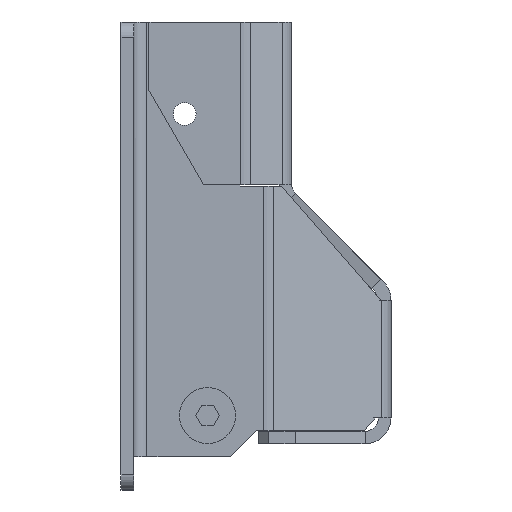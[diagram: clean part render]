
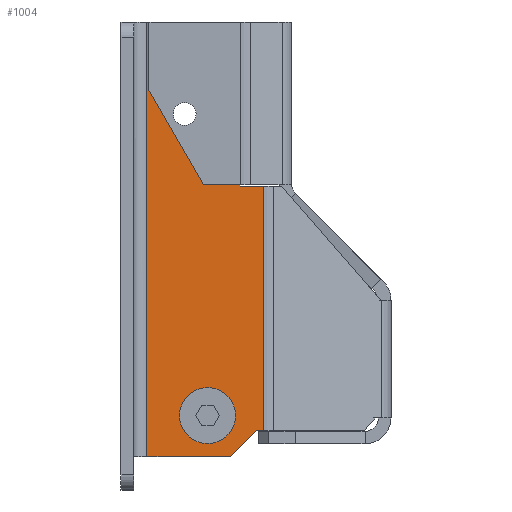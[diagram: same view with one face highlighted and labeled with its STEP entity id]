
A CAD part, left-side view. The second image highlights one B-rep face of the part: STEP entity #1004.
In plain terms, the highlighted planar face has unit normal (-1, 0, 0).
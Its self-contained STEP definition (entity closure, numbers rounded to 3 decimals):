
#409=LINE('',#5023,#675);
#412=LINE('',#5038,#678);
#415=LINE('',#5044,#681);
#416=LINE('',#5054,#682);
#425=LINE('',#5072,#691);
#427=LINE('',#5076,#693);
#428=LINE('',#5077,#694);
#429=LINE('',#5079,#695);
#430=LINE('',#5081,#696);
#675=VECTOR('',#4098,1.);
#678=VECTOR('',#4105,1.);
#681=VECTOR('',#4110,1.);
#682=VECTOR('',#4123,1.);
#691=VECTOR('',#4136,1.);
#693=VECTOR('',#4140,1.);
#694=VECTOR('',#4141,1.);
#695=VECTOR('',#4142,1.);
#696=VECTOR('',#4143,1.);
#846=PLANE('',#3368);
#1004=ADVANCED_FACE('',(#1228,#1229,#1230),#846,.F.);
#1228=FACE_BOUND('',#1447,.T.);
#1229=FACE_BOUND('',#1448,.T.);
#1230=FACE_BOUND('',#1449,.T.);
#1447=EDGE_LOOP('',(#2124));
#1448=EDGE_LOOP('',(#2125));
#1449=EDGE_LOOP('',(#2126,#2127,#2128,#2129,#2130,#2131,#2132,#2133,#2134));
#2124=ORIENTED_EDGE('',*,*,#2922,.T.);
#2125=ORIENTED_EDGE('',*,*,#2921,.T.);
#2126=ORIENTED_EDGE('',*,*,#2932,.F.);
#2127=ORIENTED_EDGE('',*,*,#2934,.T.);
#2128=ORIENTED_EDGE('',*,*,#2911,.F.);
#2129=ORIENTED_EDGE('',*,*,#2916,.F.);
#2130=ORIENTED_EDGE('',*,*,#2919,.F.);
#2131=ORIENTED_EDGE('',*,*,#2923,.T.);
#2132=ORIENTED_EDGE('',*,*,#2935,.T.);
#2133=ORIENTED_EDGE('',*,*,#2936,.T.);
#2134=ORIENTED_EDGE('',*,*,#2937,.F.);
#2541=VERTEX_POINT('',#5024);
#2542=VERTEX_POINT('',#5025);
#2544=VERTEX_POINT('',#5037);
#2546=VERTEX_POINT('',#5043);
#2548=VERTEX_POINT('',#5049);
#2549=VERTEX_POINT('',#5052);
#2550=VERTEX_POINT('',#5055);
#2556=VERTEX_POINT('',#5071);
#2557=VERTEX_POINT('',#5073);
#2558=VERTEX_POINT('',#5078);
#2559=VERTEX_POINT('',#5080);
#2911=EDGE_CURVE('',#2541,#2542,#409,.T.);
#2916=EDGE_CURVE('',#2544,#2541,#412,.T.);
#2919=EDGE_CURVE('',#2546,#2544,#415,.T.);
#2921=EDGE_CURVE('',#2548,#2548,#3105,.T.);
#2922=EDGE_CURVE('',#2549,#2549,#3106,.T.);
#2923=EDGE_CURVE('',#2546,#2550,#416,.T.);
#2932=EDGE_CURVE('',#2556,#2557,#425,.T.);
#2934=EDGE_CURVE('',#2556,#2542,#427,.T.);
#2935=EDGE_CURVE('',#2550,#2558,#428,.T.);
#2936=EDGE_CURVE('',#2558,#2559,#429,.T.);
#2937=EDGE_CURVE('',#2557,#2559,#430,.T.);
#3105=CIRCLE('',#3361,4.375);
#3106=CIRCLE('',#3363,2.75);
#3361=AXIS2_PLACEMENT_3D('',#5048,#4115,#4116);
#3363=AXIS2_PLACEMENT_3D('',#5051,#4119,#4120);
#3368=AXIS2_PLACEMENT_3D('',#5082,#4144,#4145);
#4098=DIRECTION('',(0.,-1.,0.));
#4105=DIRECTION('',(0.,0.,1.));
#4110=DIRECTION('',(0.,1.,0.));
#4115=DIRECTION('',(1.,0.,0.));
#4116=DIRECTION('',(0.,0.,1.));
#4119=DIRECTION('',(1.,0.,0.));
#4120=DIRECTION('',(0.,0.,1.));
#4123=DIRECTION('',(0.,-0.707,0.707));
#4136=DIRECTION('',(0.,0.,-1.));
#4140=DIRECTION('',(0.,0.5,0.866));
#4141=DIRECTION('',(0.,-1.,0.));
#4142=DIRECTION('',(0.,0.,1.));
#4143=DIRECTION('',(0.,-1.,0.));
#4144=DIRECTION('',(1.,0.,0.));
#4145=DIRECTION('',(0.,0.,-1.));
#5023=CARTESIAN_POINT('',(247.1,0.,52.245));
#5024=CARTESIAN_POINT('',(247.1,45.4,52.245));
#5025=CARTESIAN_POINT('',(247.1,40.147,52.245));
#5037=CARTESIAN_POINT('',(247.1,45.4,-33.098));
#5038=CARTESIAN_POINT('',(247.1,45.4,-25.));
#5043=CARTESIAN_POINT('',(247.1,29.041,-33.098));
#5044=CARTESIAN_POINT('',(247.1,28.4,-33.098));
#5048=CARTESIAN_POINT('',(247.1,33.5,-25.));
#5049=CARTESIAN_POINT('',(247.1,33.5,-20.625));
#5051=CARTESIAN_POINT('',(247.1,38.,34.191));
#5052=CARTESIAN_POINT('',(247.1,38.,36.941));
#5054=CARTESIAN_POINT('',(247.1,-2.029,-2.029));
#5055=CARTESIAN_POINT('',(247.1,23.902,-27.959));
#5071=CARTESIAN_POINT('',(247.1,27.1,29.646));
#5072=CARTESIAN_POINT('',(247.1,27.1,27.847));
#5073=CARTESIAN_POINT('',(247.1,27.1,20.06));
#5076=CARTESIAN_POINT('',(247.1,28.6,32.245));
#5077=CARTESIAN_POINT('',(247.1,-0.625,-27.959));
#5078=CARTESIAN_POINT('',(247.1,22.514,-27.959));
#5079=CARTESIAN_POINT('',(247.1,22.514,0.));
#5080=CARTESIAN_POINT('',(247.1,22.514,20.06));
#5081=CARTESIAN_POINT('',(247.1,1.292,20.06));
#5082=CARTESIAN_POINT('',(247.1,0.,0.));
